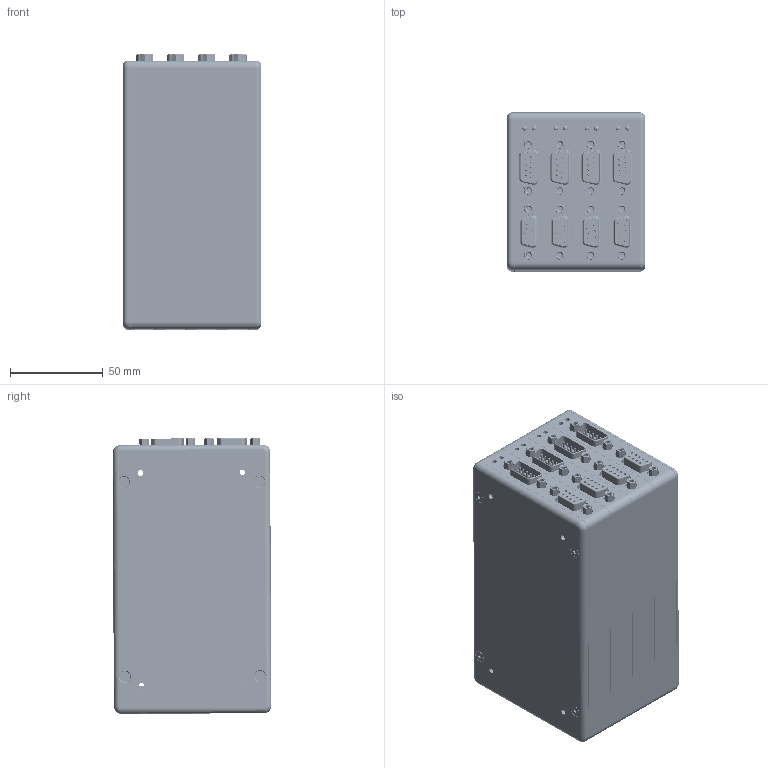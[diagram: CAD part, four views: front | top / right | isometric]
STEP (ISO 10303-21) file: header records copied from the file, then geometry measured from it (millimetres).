
FILE_DESCRIPTION (( 'STEP AP214' ), '1' );
FILE_NAME ('MMX-X00-04000.STEP', '2012-05-30T20:39:13', ( 'Engineer' ), ( 'Microsoft' ), 'SwSTEP 2.0', 'SolidWorks 2009', '' );
FILE_SCHEMA (( 'AUTOMOTIVE_DESIGN' ));
Length unit declared in the file: millimetre
Products named in the file (16): 410017-101-A MMC-100 Piezo Controller_Bottom Controller - Stack; 430222-A Module 2U Cover Female; 410017-101-A MMC-100 Piezo Controller_Intermediate Controllers - Stack; 410017-101-A MMC-100 Piezo Controller_Top Controller - Stack; 430220-B Module 2U, Housing Frame; 430221-B Module 2U Cover Male; CUI MD-80S_MD-80S; CUI-PJ-002B-SMT_PJ-002B-SMT; RJ-11 955012641; LED 2H - WP130WCP; USB mini; D-sub 9 -SMT; 110006-109 Connector D-sub Male SC; 130008 D-sub Standoff; Screw, SHCS-F, M-DIN_M3 x 0.5 x 08mm; MMX-X00-04000
Assembly tree (50 placements, depth 3):
  MMX-X00-04000
    410017-101-A MMC-100 Piezo Controller_Bottom Controller - Stack
      430220-B Module 2U, Housing Frame
      430222-A Module 2U Cover Female
      CUI MD-80S_MD-80S
      Screw, SHCS-F, M-DIN_M3 x 0.5 x 08mm  x4
      RJ-11 955012641
      130008 D-sub Standoff  x4
      USB mini
      D-sub 9 -SMT
      CUI-PJ-002B-SMT_PJ-002B-SMT
      LED 2H - WP130WCP
      110006-109 Connector D-sub Male SC
    410017-101-A MMC-100 Piezo Controller_Intermediate Controllers - Stack  x2
      130008 D-sub Standoff
      USB mini
      430220-B Module 2U, Housing Frame
      D-sub 9 -SMT
      RJ-11 955012641
      110006-109 Connector D-sub Male SC
      CUI-PJ-002B-SMT_PJ-002B-SMT
      LED 2H - WP130WCP
      CUI MD-80S_MD-80S
    410017-101-A MMC-100 Piezo Controller_Top Controller - Stack
      430220-B Module 2U, Housing Frame
      RJ-11 955012641
      130008 D-sub Standoff  x4
      LED 2H - WP130WCP
      CUI-PJ-002B-SMT_PJ-002B-SMT
      USB mini
      D-sub 9 -SMT
      Screw, SHCS-F, M-DIN_M3 x 0.5 x 08mm  x4
      430221-B Module 2U Cover Male
      CUI MD-80S_MD-80S
      110006-109 Connector D-sub Male SC
Bounding box: 74.8 x 85.66 x 148.86 mm (x, y, z)
Volume: 186189.4 mm3; surface area: 167696.6 mm2
Topology: 82 solids, 82 shells, 6415 faces, 16336 edges, 10528 vertices
Faces by surface type: plane 3559, cylinder 1932, cone 328, torus 296, bspline 276, sphere 24
Entity records: 61253 total; most frequent: CARTESIAN_POINT 13418, ORIENTED_EDGE 8312, DIRECTION 8253, EDGE_CURVE 4156, AXIS2_PLACEMENT_3D 2764, LINE 2725, VECTOR 2725, VERTEX_POINT 2681
